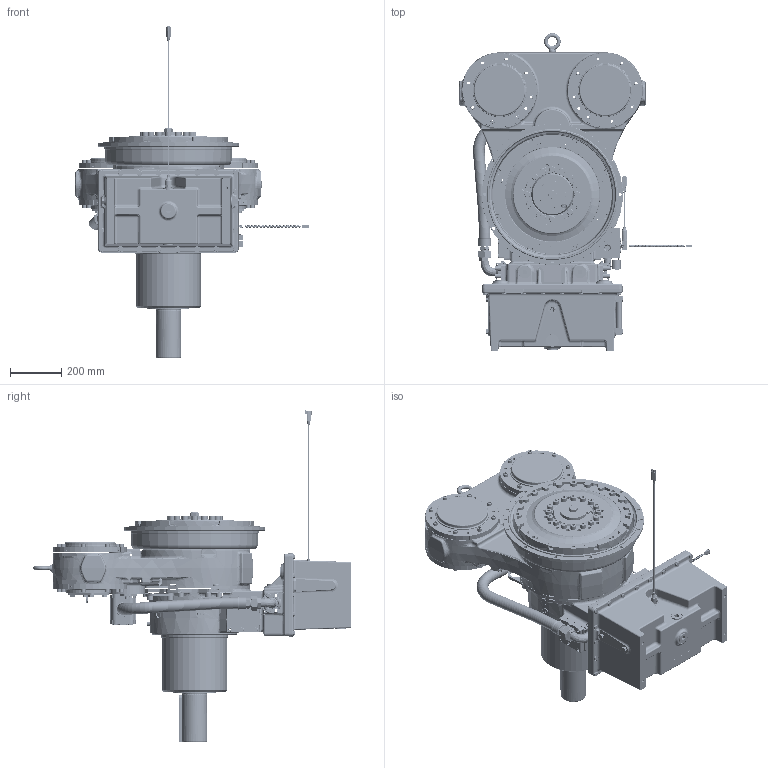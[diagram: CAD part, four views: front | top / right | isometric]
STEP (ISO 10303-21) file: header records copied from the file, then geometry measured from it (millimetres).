
FILE_DESCRIPTION (( 'STEP AP214' ), '1' );
FILE_NAME ('1029600Q.step', '2021-03-23T20:20:12', ( 'TDI' ), ( 'Twin Disc Inc' ), 'SwSTEP 2.0', 'SolidWorks 2019', '' );
FILE_SCHEMA (( 'AUTOMOTIVE_DESIGN' ));
Length unit declared in the file: millimetre
Products named in the file (1): 1029600Q
Bounding box: 915.08 x 1242.31 x 1299.18 mm (x, y, z)
Surface area: 4533304 mm2 (no closed solid volume)
Topology: 0 solids, 370 shells, 3753 faces, 14418 edges, 10766 vertices
Faces by surface type: plane 1726, cylinder 1082, bspline 412, cone 273, torus 188, sphere 72
Full cylindrical faces by diameter (mm): 2.54 x2, 2.794 x5, 5 x2, 5.7 x2, 6 x1, 8 x26, 8.5 x18, 9 x2, 10 x2, 10.2 x9, 10.4 x1, 10.716 x8, 11.112 x2, 11.906 x12, 12 x4, 12.025 x16, 13 x8, 14 x21, 15.875 x2, 16 x5, 16.662 x8, 16.8 x2, 17.5 x12, 18 x46, 18.771 x1, 18.872 x3, 19 x5, 19.05 x2, 20 x2, 20.574 x1
Entity records: 260776 total; most frequent: CARTESIAN_POINT 109825, DIRECTION 21135, ORIENTED_EDGE 19783, EDGE_CURVE 13540, VERTEX_POINT 10526, AXIS2_PLACEMENT_3D 7646, VECTOR 5843, LINE 5843
